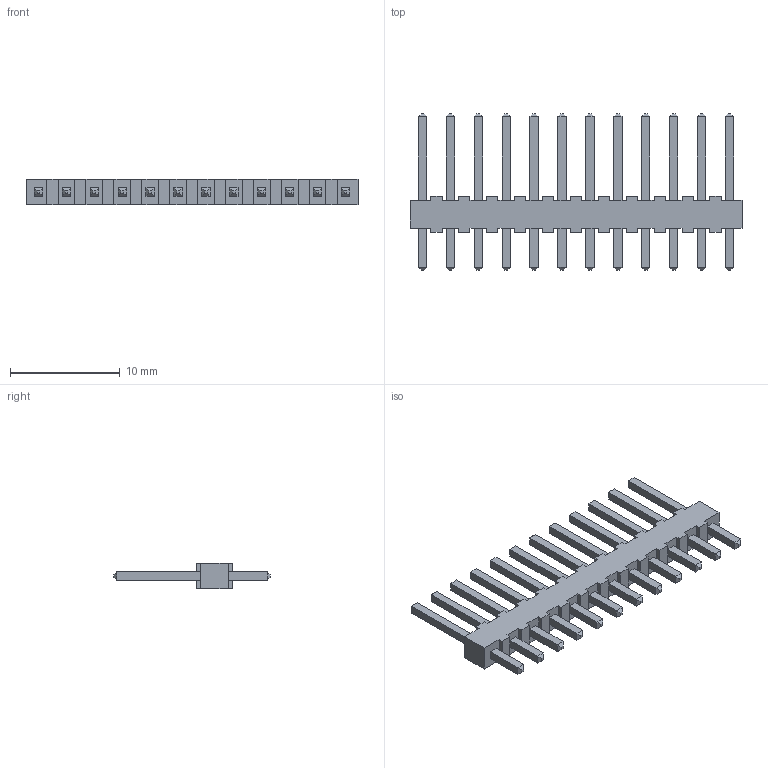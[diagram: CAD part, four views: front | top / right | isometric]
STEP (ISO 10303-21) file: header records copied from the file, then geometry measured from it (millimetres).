
FILE_DESCRIPTION((''),'2;1');
FILE_NAME('022032121','2011-10-11T',('gga'),(''),'PRO/ENGINEER BY PARAMETRIC TECHNOLOGY CORPORATION, 2003451','PRO/ENGINEER BY PARAMETRIC TECHNOLOGY CORPORATION, 2003451','');
FILE_SCHEMA(('CONFIG_CONTROL_DESIGN'));
Length unit declared in the file: inch
Products named in the file (1): 022032121
Bounding box: 30.23 x 14.22 x 2.34 mm (x, y, z)
Volume: 278.9 mm3; surface area: 776.8 mm2
Topology: 1 solids, 1 shells, 310 faces, 780 edges, 496 vertices
Faces by surface type: plane 310
Entity records: 9005 total; most frequent: CARTESIAN_POINT 1564, ORIENTED_EDGE 1512, DIRECTION 1428, VECTOR 756, LINE 756, EDGE_CURVE 756, VERTEX_POINT 472, AXIS2_PLACEMENT_3D 336
